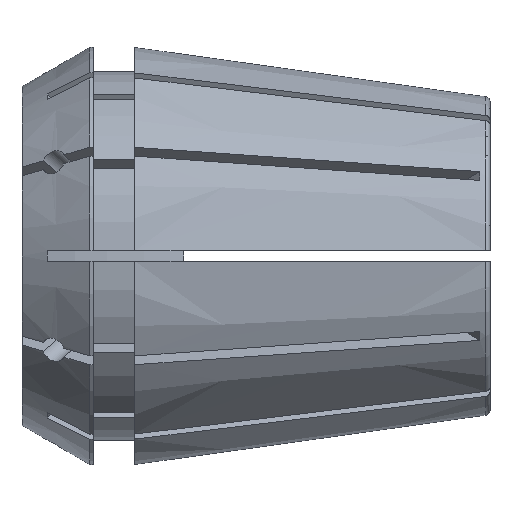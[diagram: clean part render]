
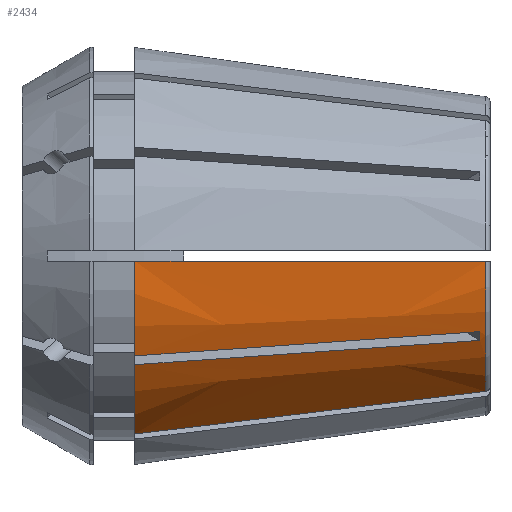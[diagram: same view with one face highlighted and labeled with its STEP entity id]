
A CAD part, front view. The second image highlights one B-rep face of the part: STEP entity #2434.
In plain terms, the highlighted conical face has half-angle 8 degrees and reference radius 15.595 mm.
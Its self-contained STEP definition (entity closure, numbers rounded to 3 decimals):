
#165 = EDGE_LOOP ( 'NONE', ( #5830, #5829, #5828, #5827, #5826, #5825, #5824, #4823 ) ) ;
#710 = VERTEX_POINT ( 'NONE', #3581 ) ;
#713 = VERTEX_POINT ( 'NONE', #3497 ) ;
#714 = VERTEX_POINT ( 'NONE', #3306 ) ;
#716 = VERTEX_POINT ( 'NONE', #3461 ) ;
#717 = VERTEX_POINT ( 'NONE', #3432 ) ;
#719 = VERTEX_POINT ( 'NONE', #3421 ) ;
#721 = VERTEX_POINT ( 'NONE', #3489 ) ;
#736 = VERTEX_POINT ( 'NONE', #3492 ) ;
#820 = CARTESIAN_POINT ( 'NONE',  ( 45.57, 0., 0. ) ) ;
#821 = DIRECTION ( 'NONE',  ( -1., 0., 0. ) ) ;
#822 = DIRECTION ( 'NONE',  ( 0., 0., -1. ) ) ;
#838 = CARTESIAN_POINT ( 'NONE',  ( 44.994, -13.372, -8.297 ) ) ;
#839 = CARTESIAN_POINT ( 'NONE',  ( 33.696, -14.747, -9.092 ) ) ;
#844 = CARTESIAN_POINT ( 'NONE',  ( 22.398, -16.123, -9.886 ) ) ;
#845 = CARTESIAN_POINT ( 'NONE',  ( 11.1, -17.499, -10.68 ) ) ;
#857 = CARTESIAN_POINT ( 'NONE',  ( 45.57, -15.648, -0.5 ) ) ;
#866 = CARTESIAN_POINT ( 'NONE',  ( 34.08, -17.264, -0.5 ) ) ;
#870 = CARTESIAN_POINT ( 'NONE',  ( 22.59, -18.879, -0.5 ) ) ;
#871 = CARTESIAN_POINT ( 'NONE',  ( 11.1, -20.494, -0.5 ) ) ;
#932 = CARTESIAN_POINT ( 'NONE',  ( 44.994, -13.872, -7.431 ) ) ;
#933 = CARTESIAN_POINT ( 'NONE',  ( 33.696, -15.247, -8.226 ) ) ;
#938 = CARTESIAN_POINT ( 'NONE',  ( 22.398, -16.623, -9.02 ) ) ;
#939 = CARTESIAN_POINT ( 'NONE',  ( 11.1, -17.999, -9.814 ) ) ;
#1231 = AXIS2_PLACEMENT_3D ( 'NONE', #8610, #8611, #8612 ) ;
#1251 = AXIS2_PLACEMENT_3D ( 'NONE', #8086, #8087, #8088 ) ;
#1253 = AXIS2_PLACEMENT_3D ( 'NONE', #820, #821, #822 ) ;
#1524 = FACE_OUTER_BOUND ( 'NONE', #165, .T. ) ;
#1532 = CONICAL_SURFACE ( 'NONE', #6348, 15.595, 0.14 ) ;
#2434 = ADVANCED_FACE ( 'NONE', ( #1524 ), #1532, .T. ) ;
#3306 = CARTESIAN_POINT ( 'NONE',  ( 45.57, -15.648, -0.5 ) ) ;
#3421 = CARTESIAN_POINT ( 'NONE',  ( 11.1, -17.999, -9.814 ) ) ;
#3432 = CARTESIAN_POINT ( 'NONE',  ( 44.994, -13.872, -7.431 ) ) ;
#3461 = CARTESIAN_POINT ( 'NONE',  ( 11.1, -17.499, -10.68 ) ) ;
#3489 = CARTESIAN_POINT ( 'NONE',  ( 45.57, -8.257, -13.302 ) ) ;
#3492 = CARTESIAN_POINT ( 'NONE',  ( 11.1, -10.68, -17.499 ) ) ;
#3497 = CARTESIAN_POINT ( 'NONE',  ( 11.1, -20.494, -0.5 ) ) ;
#3581 = CARTESIAN_POINT ( 'NONE',  ( 44.994, -13.372, -8.297 ) ) ;
#4317 = CIRCLE ( 'NONE', #1231, 20.5 ) ;
#4428 = CIRCLE ( 'NONE', #1251, 20.5 ) ;
#4438 = CIRCLE ( 'NONE', #1253, 15.656 ) ;
#4823 = ORIENTED_EDGE ( 'NONE', *, *, #6152, .F. ) ;
#5824 = ORIENTED_EDGE ( 'NONE', *, *, #7765, .T. ) ;
#5825 = ORIENTED_EDGE ( 'NONE', *, *, #6142, .T. ) ;
#5826 = ORIENTED_EDGE ( 'NONE', *, *, #7796, .F. ) ;
#5827 = ORIENTED_EDGE ( 'NONE', *, *, #7749, .F. ) ;
#5828 = ORIENTED_EDGE ( 'NONE', *, *, #7773, .T. ) ;
#5829 = ORIENTED_EDGE ( 'NONE', *, *, #7758, .T. ) ;
#5830 = ORIENTED_EDGE ( 'NONE', *, *, #6164, .F. ) ;
#6142 = EDGE_CURVE ( 'NONE', #717, #710, #6245, .T. ) ;
#6152 = EDGE_CURVE ( 'NONE', #736, #716, #4317, .T. ) ;
#6164 = EDGE_CURVE ( 'NONE', #721, #736, #6250, .T. ) ;
#6245 = B_SPLINE_CURVE_WITH_KNOTS ( 'NONE', 3,
 ( #8572, #8573, #8580, #8581 ),
 .UNSPECIFIED., .F., .F.,
 ( 4, 4 ),
 ( 0., 0.001 ),
 .UNSPECIFIED. ) ;
#6250 = B_SPLINE_CURVE_WITH_KNOTS ( 'NONE', 3,
 ( #7873, #7874, #7878, #7879 ),
 .UNSPECIFIED., .F., .F.,
 ( 4, 4 ),
 ( 0.081, 0.116 ),
 .UNSPECIFIED. ) ;
#6286 = B_SPLINE_CURVE_WITH_KNOTS ( 'NONE', 3,
 ( #838, #839, #844, #845 ),
 .UNSPECIFIED., .F., .F.,
 ( 4, 4 ),
 ( 0.081, 0.115 ),
 .UNSPECIFIED. ) ;
#6289 = B_SPLINE_CURVE_WITH_KNOTS ( 'NONE', 3,
 ( #857, #866, #870, #871 ),
 .UNSPECIFIED., .F., .F.,
 ( 4, 4 ),
 ( 0.081, 0.116 ),
 .UNSPECIFIED. ) ;
#6295 = B_SPLINE_CURVE_WITH_KNOTS ( 'NONE', 3,
 ( #932, #933, #938, #939 ),
 .UNSPECIFIED., .F., .F.,
 ( 4, 4 ),
 ( 0.081, 0.115 ),
 .UNSPECIFIED. ) ;
#6348 = AXIS2_PLACEMENT_3D ( 'NONE', #7033, #7217, #7060 ) ;
#7033 = CARTESIAN_POINT ( 'NONE',  ( 46., 0., 0. ) ) ;
#7060 = DIRECTION ( 'NONE',  ( 0., 0., 1. ) ) ;
#7217 = DIRECTION ( 'NONE',  ( -1., 0., 0. ) ) ;
#7749 = EDGE_CURVE ( 'NONE', #719, #713, #4428, .T. ) ;
#7758 = EDGE_CURVE ( 'NONE', #721, #714, #4438, .T. ) ;
#7765 = EDGE_CURVE ( 'NONE', #710, #716, #6286, .T. ) ;
#7773 = EDGE_CURVE ( 'NONE', #714, #713, #6289, .T. ) ;
#7796 = EDGE_CURVE ( 'NONE', #717, #719, #6295, .T. ) ;
#7873 = CARTESIAN_POINT ( 'NONE',  ( 45.57, -8.257, -13.302 ) ) ;
#7874 = CARTESIAN_POINT ( 'NONE',  ( 34.08, -9.065, -14.701 ) ) ;
#7878 = CARTESIAN_POINT ( 'NONE',  ( 22.59, -9.872, -16.1 ) ) ;
#7879 = CARTESIAN_POINT ( 'NONE',  ( 11.1, -10.68, -17.499 ) ) ;
#8086 = CARTESIAN_POINT ( 'NONE',  ( 11.1, 0., 0. ) ) ;
#8087 = DIRECTION ( 'NONE',  ( -1., 0., 0. ) ) ;
#8088 = DIRECTION ( 'NONE',  ( 0., 0., 1. ) ) ;
#8572 = CARTESIAN_POINT ( 'NONE',  ( 44.994, -13.872, -7.431 ) ) ;
#8573 = CARTESIAN_POINT ( 'NONE',  ( 45.002, -13.713, -7.725 ) ) ;
#8580 = CARTESIAN_POINT ( 'NONE',  ( 45.002, -13.547, -8.014 ) ) ;
#8581 = CARTESIAN_POINT ( 'NONE',  ( 44.994, -13.372, -8.297 ) ) ;
#8610 = CARTESIAN_POINT ( 'NONE',  ( 11.1, 0., 0. ) ) ;
#8611 = DIRECTION ( 'NONE',  ( -1., 0., 0. ) ) ;
#8612 = DIRECTION ( 'NONE',  ( 0., 0., 1. ) ) ;
